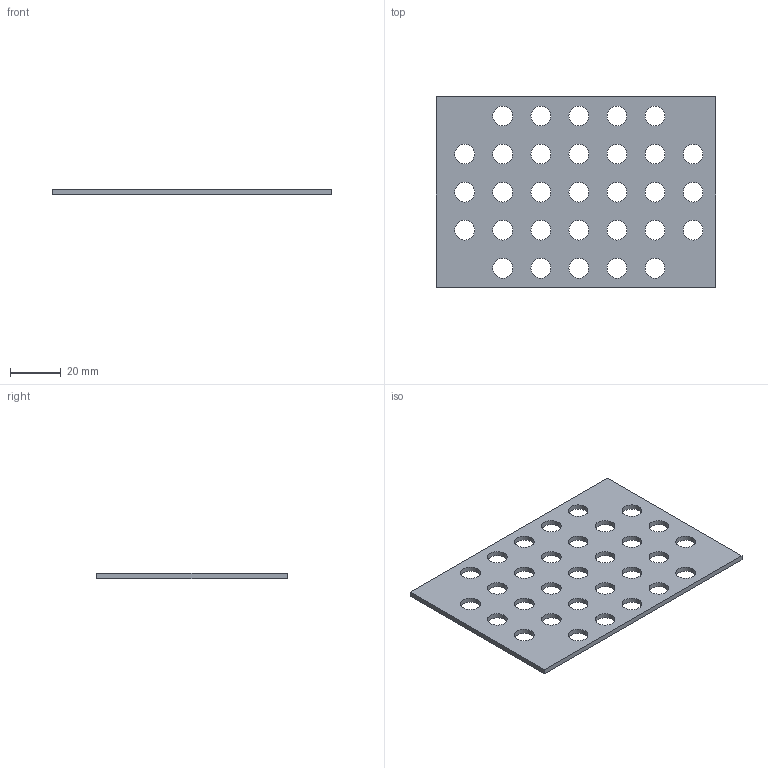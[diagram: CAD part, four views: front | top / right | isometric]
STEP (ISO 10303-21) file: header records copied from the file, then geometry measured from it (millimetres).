
FILE_DESCRIPTION(('HOOPS Exchange Step'),'2;1');
FILE_NAME('temp_export','2023-06-30T10:05:43+01:00',('igorn'),('Shapr3D Limited'),'HOOPS Exchange 2022.2','Shapr3D','Authorized');
FILE_SCHEMA( ('AUTOMOTIVE_DESIGN { 1 0 10303 214 1 1 1 1 }') );
Length unit declared in the file: millimetre
Products named in the file (1): eppandorf suport
Bounding box: 110 x 75 x 2 mm (x, y, z)
Volume: 13537.4 mm3; surface area: 15796.7 mm2
Topology: 1 solids, 1 shells, 37 faces, 105 edges, 70 vertices
Faces by surface type: cylinder 31, plane 6
Full cylindrical faces by diameter (mm): 7.8 x31
Entity records: 1389 total; most frequent: DIRECTION 243, CARTESIAN_POINT 213, ORIENTED_EDGE 210, EDGE_CURVE 105, AXIS2_PLACEMENT_3D 100, EDGE_LOOP 99, FACE_BOUND 99, VERTEX_POINT 70
